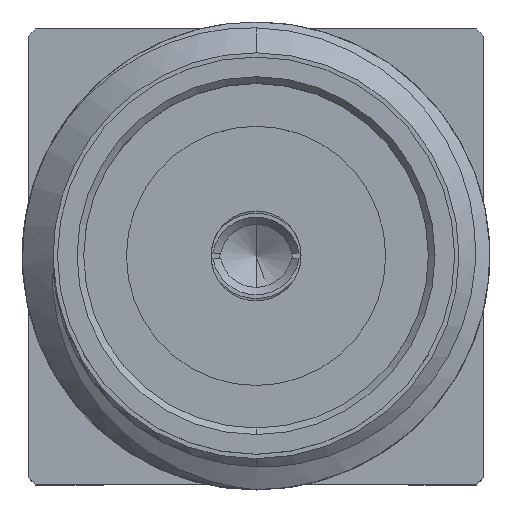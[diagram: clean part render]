
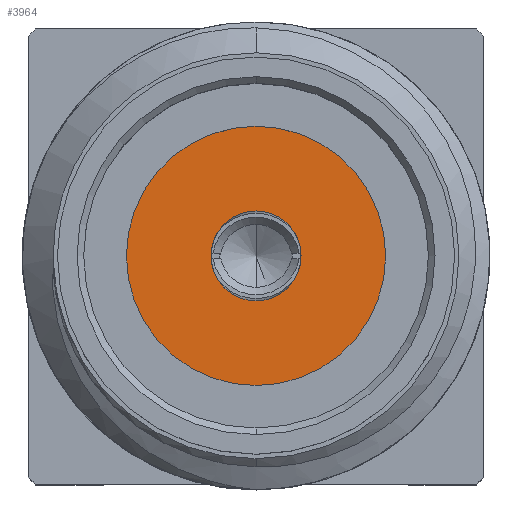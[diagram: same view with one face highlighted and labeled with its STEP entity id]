
A CAD part, top view. The second image highlights one B-rep face of the part: STEP entity #3964.
In plain terms, the highlighted planar face has unit normal (0, 0, 1).
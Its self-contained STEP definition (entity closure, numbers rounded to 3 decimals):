
#3936 = EDGE_CURVE('',#3937,#3939,#3941,.T.);
#3937 = VERTEX_POINT('',#3938);
#3938 = CARTESIAN_POINT('',(-0.002,1.727,
    7.969));
#3939 = VERTEX_POINT('',#3940);
#3940 = CARTESIAN_POINT('',(-0.002,-1.733,
    7.969));
#3941 = CIRCLE('',#3942,1.73);
#3942 = AXIS2_PLACEMENT_3D('',#3943,#3944,#3945);
#3943 = CARTESIAN_POINT('',(-0.002,-0.003,
    7.969));
#3944 = DIRECTION('',(0.,0.,1.));
#3945 = DIRECTION('',(0.,1.,0.));
#3964 = ADVANCED_FACE('',(#3965,#3975),#3995,.T.);
#3965 = FACE_BOUND('',#3966,.F.);
#3966 = EDGE_LOOP('',(#3967,#3968));
#3967 = ORIENTED_EDGE('',*,*,#3936,.F.);
#3968 = ORIENTED_EDGE('',*,*,#3969,.F.);
#3969 = EDGE_CURVE('',#3939,#3937,#3970,.T.);
#3970 = CIRCLE('',#3971,1.73);
#3971 = AXIS2_PLACEMENT_3D('',#3972,#3973,#3974);
#3972 = CARTESIAN_POINT('',(-0.002,-0.003,
    7.969));
#3973 = DIRECTION('',(0.,0.,1.));
#3974 = DIRECTION('',(0.,-1.,0.));
#3975 = FACE_BOUND('',#3976,.F.);
#3976 = EDGE_LOOP('',(#3977,#3988));
#3977 = ORIENTED_EDGE('',*,*,#3978,.F.);
#3978 = EDGE_CURVE('',#3979,#3981,#3983,.T.);
#3979 = VERTEX_POINT('',#3980);
#3980 = CARTESIAN_POINT('',(-0.002,0.597,
    7.969));
#3981 = VERTEX_POINT('',#3982);
#3982 = CARTESIAN_POINT('',(-0.002,-0.603,
    7.969));
#3983 = CIRCLE('',#3984,0.6);
#3984 = AXIS2_PLACEMENT_3D('',#3985,#3986,#3987);
#3985 = CARTESIAN_POINT('',(-0.002,-0.003,
    7.969));
#3986 = DIRECTION('',(0.,0.,-1.));
#3987 = DIRECTION('',(0.,1.,0.));
#3988 = ORIENTED_EDGE('',*,*,#3989,.F.);
#3989 = EDGE_CURVE('',#3981,#3979,#3990,.T.);
#3990 = CIRCLE('',#3991,0.6);
#3991 = AXIS2_PLACEMENT_3D('',#3992,#3993,#3994);
#3992 = CARTESIAN_POINT('',(-0.002,-0.003,
    7.969));
#3993 = DIRECTION('',(0.,0.,-1.));
#3994 = DIRECTION('',(0.,-1.,0.));
#3995 = PLANE('',#3996);
#3996 = AXIS2_PLACEMENT_3D('',#3997,#3998,#3999);
#3997 = CARTESIAN_POINT('',(-0.002,1.165,
    7.969));
#3998 = DIRECTION('',(0.,0.,1.));
#3999 = DIRECTION('',(0.,1.,0.));
